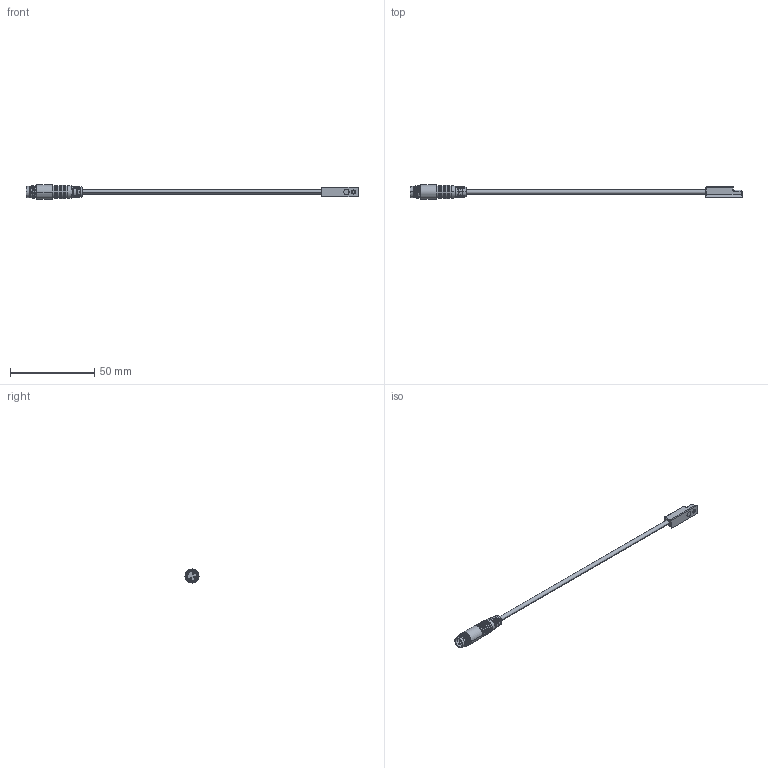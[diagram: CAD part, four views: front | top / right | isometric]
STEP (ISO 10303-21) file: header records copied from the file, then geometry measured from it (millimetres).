
FILE_DESCRIPTION (( 'STEP AP203' ), '1' );
FILE_NAME ('CPS9E-AN-F.step', '2024-04-30T17:17:06', ( '' ), ( '' ), 'SwSTEP 2.0', 'SolidWorks 2023', '' );
FILE_SCHEMA (( 'CONFIG_CONTROL_DESIGN' ));
Length unit declared in the file: inch
Products named in the file (1): CPS9E-AN-F
Bounding box: 197.61 x 8.38 x 8.38 mm (x, y, z)
Volume: 2654.4 mm3; surface area: 3090.2 mm2
Topology: 1 solids, 1 shells, 263 faces, 636 edges, 399 vertices
Faces by surface type: cylinder 118, plane 89, bspline 29, cone 27
Entity records: 9067 total; most frequent: CARTESIAN_POINT 2868, DIRECTION 1335, ORIENTED_EDGE 1248, EDGE_CURVE 624, AXIS2_PLACEMENT_3D 544, VERTEX_POINT 399, CIRCLE 309, EDGE_LOOP 299
